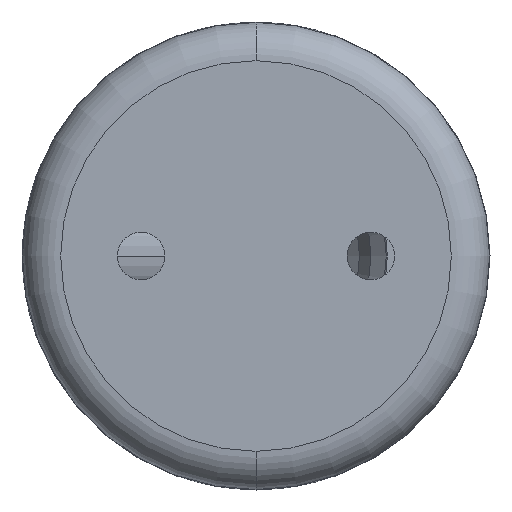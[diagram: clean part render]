
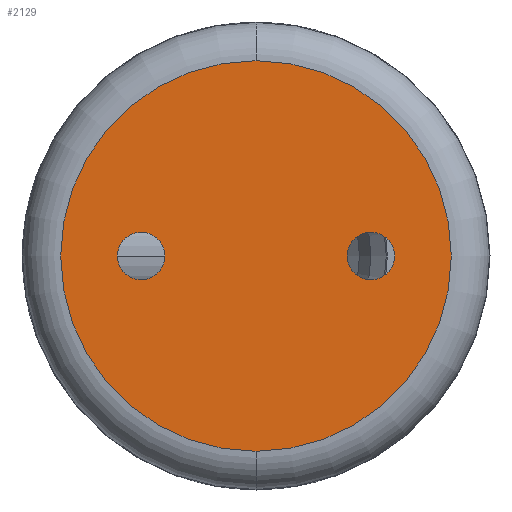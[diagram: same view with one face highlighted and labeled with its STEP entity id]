
A CAD part, front view. The second image highlights one B-rep face of the part: STEP entity #2129.
In plain terms, the highlighted planar face has unit normal (0, -1, 0).
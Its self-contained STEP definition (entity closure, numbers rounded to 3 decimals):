
#74 = CARTESIAN_POINT ( 'NONE',  ( 0., -58., 0. ) ) ;
#106 = DIRECTION ( 'NONE',  ( 0., 0., 1. ) ) ;
#136 = DIRECTION ( 'NONE',  ( 0., 0., 1. ) ) ;
#143 = CIRCLE ( 'NONE', #1142, 3.1 ) ;
#181 = ORIENTED_EDGE ( 'NONE', *, *, #1857, .F. ) ;
#208 = CARTESIAN_POINT ( 'NONE',  ( 15., -58., 0. ) ) ;
#240 = DIRECTION ( 'NONE',  ( 0., 0., 1. ) ) ;
#330 = VERTEX_POINT ( 'NONE', #1006 ) ;
#352 = ORIENTED_EDGE ( 'NONE', *, *, #1340, .F. ) ;
#374 = DIRECTION ( 'NONE',  ( 0., 0., 1. ) ) ;
#480 = VERTEX_POINT ( 'NONE', #669 ) ;
#535 = FACE_BOUND ( 'NONE', #1183, .T. ) ;
#542 = CARTESIAN_POINT ( 'NONE',  ( 15., -58., 3.1 ) ) ;
#575 = DIRECTION ( 'NONE',  ( 0., -1., 0. ) ) ;
#669 = CARTESIAN_POINT ( 'NONE',  ( 0., -58., 25.5 ) ) ;
#721 = EDGE_CURVE ( 'NONE', #480, #330, #1398, .T. ) ;
#731 = CARTESIAN_POINT ( 'NONE',  ( -15., -58., 0. ) ) ;
#841 = VERTEX_POINT ( 'NONE', #1092 ) ;
#878 = FACE_OUTER_BOUND ( 'NONE', #1139, .T. ) ;
#892 = ORIENTED_EDGE ( 'NONE', *, *, #1469, .T. ) ;
#907 = DIRECTION ( 'NONE',  ( 0., 0., 1. ) ) ;
#1006 = CARTESIAN_POINT ( 'NONE',  ( 0., -58., -25.5 ) ) ;
#1022 = EDGE_CURVE ( 'NONE', #1630, #1755, #2077, .T. ) ;
#1043 = ORIENTED_EDGE ( 'NONE', *, *, #1022, .T. ) ;
#1047 = AXIS2_PLACEMENT_3D ( 'NONE', #1286, #1952, #1455 ) ;
#1092 = CARTESIAN_POINT ( 'NONE',  ( -15., -58., -3.1 ) ) ;
#1113 = DIRECTION ( 'NONE',  ( 0., -1., 0. ) ) ;
#1116 = PLANE ( 'NONE',  #1047 ) ;
#1126 = VERTEX_POINT ( 'NONE', #1497 ) ;
#1139 = EDGE_LOOP ( 'NONE', ( #1562, #1396 ) ) ;
#1142 = AXIS2_PLACEMENT_3D ( 'NONE', #2143, #1144, #136 ) ;
#1144 = DIRECTION ( 'NONE',  ( 0., 1., 0. ) ) ;
#1150 = CIRCLE ( 'NONE', #1882, 25.5 ) ;
#1183 = EDGE_LOOP ( 'NONE', ( #352, #181 ) ) ;
#1240 = AXIS2_PLACEMENT_3D ( 'NONE', #74, #1253, #240 ) ;
#1253 = DIRECTION ( 'NONE',  ( 0., -1., 0. ) ) ;
#1286 = CARTESIAN_POINT ( 'NONE',  ( 0., -58., 0. ) ) ;
#1308 = CARTESIAN_POINT ( 'NONE',  ( 15., -58., -3.1 ) ) ;
#1335 = FACE_BOUND ( 'NONE', #1995, .T. ) ;
#1340 = EDGE_CURVE ( 'NONE', #1126, #841, #2135, .T. ) ;
#1390 = DIRECTION ( 'NONE',  ( 0., 1., 0. ) ) ;
#1396 = ORIENTED_EDGE ( 'NONE', *, *, #1888, .T. ) ;
#1398 = CIRCLE ( 'NONE', #1240, 25.5 ) ;
#1455 = DIRECTION ( 'NONE',  ( 0., 0., 1. ) ) ;
#1469 = EDGE_CURVE ( 'NONE', #1755, #1630, #143, .T. ) ;
#1497 = CARTESIAN_POINT ( 'NONE',  ( -15., -58., 3.1 ) ) ;
#1531 = AXIS2_PLACEMENT_3D ( 'NONE', #208, #1390, #374 ) ;
#1562 = ORIENTED_EDGE ( 'NONE', *, *, #721, .T. ) ;
#1576 = CARTESIAN_POINT ( 'NONE',  ( 0., -58., 0. ) ) ;
#1608 = AXIS2_PLACEMENT_3D ( 'NONE', #2115, #1113, #106 ) ;
#1630 = VERTEX_POINT ( 'NONE', #1308 ) ;
#1748 = DIRECTION ( 'NONE',  ( 0., 0., 1. ) ) ;
#1755 = VERTEX_POINT ( 'NONE', #542 ) ;
#1775 = AXIS2_PLACEMENT_3D ( 'NONE', #731, #1911, #907 ) ;
#1857 = EDGE_CURVE ( 'NONE', #841, #1126, #2032, .T. ) ;
#1882 = AXIS2_PLACEMENT_3D ( 'NONE', #1576, #575, #1748 ) ;
#1888 = EDGE_CURVE ( 'NONE', #330, #480, #1150, .T. ) ;
#1911 = DIRECTION ( 'NONE',  ( 0., -1., 0. ) ) ;
#1952 = DIRECTION ( 'NONE',  ( 0., -1., 0. ) ) ;
#1995 = EDGE_LOOP ( 'NONE', ( #892, #1043 ) ) ;
#2032 = CIRCLE ( 'NONE', #1775, 3.1 ) ;
#2077 = CIRCLE ( 'NONE', #1531, 3.1 ) ;
#2115 = CARTESIAN_POINT ( 'NONE',  ( -15., -58., 0. ) ) ;
#2129 = ADVANCED_FACE ( 'NONE', ( #535, #878, #1335 ), #1116, .T. ) ;
#2135 = CIRCLE ( 'NONE', #1608, 3.1 ) ;
#2143 = CARTESIAN_POINT ( 'NONE',  ( 15., -58., 0. ) ) ;
